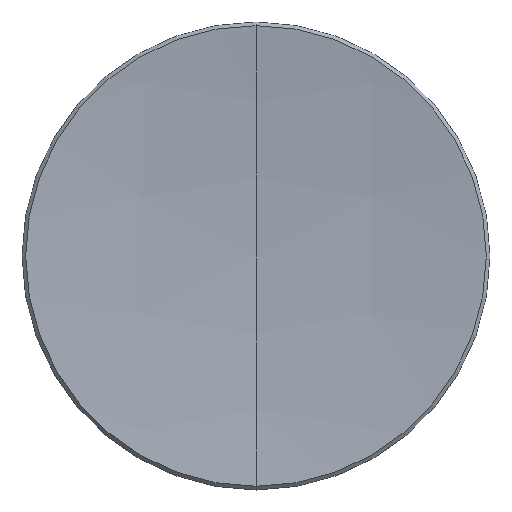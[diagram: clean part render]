
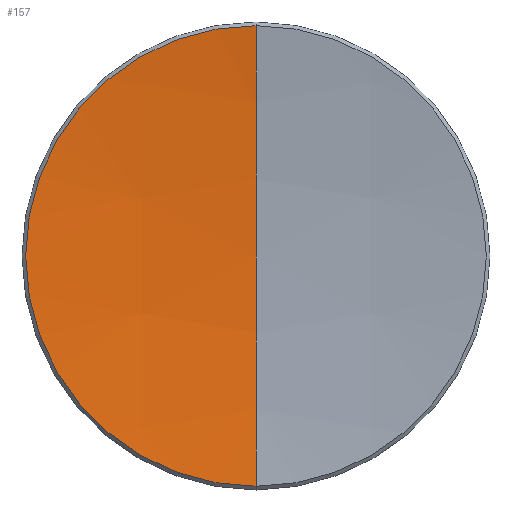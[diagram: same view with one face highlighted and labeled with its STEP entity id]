
A CAD part, top view. The second image highlights one B-rep face of the part: STEP entity #157.
In plain terms, the highlighted spherical face has radius 105.2 mm.
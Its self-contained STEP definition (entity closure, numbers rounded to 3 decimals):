
#13 = CIRCLE ( 'NONE', #81, 105.2 ) ;
#35 = DIRECTION ( 'NONE',  ( 0., 0., 1. ) ) ;
#60 = VERTEX_POINT ( 'NONE', #65 ) ;
#65 = CARTESIAN_POINT ( 'NONE',  ( 0., 12.501, 1.361 ) ) ;
#68 = EDGE_CURVE ( 'NONE', #60, #115, #13, .T. ) ;
#71 = AXIS2_PLACEMENT_3D ( 'NONE', #241, #35, #104 ) ;
#80 = CIRCLE ( 'NONE', #300, 105.2 ) ;
#81 = AXIS2_PLACEMENT_3D ( 'NONE', #230, #208, #92 ) ;
#92 = DIRECTION ( 'NONE',  ( 0., 0., 1. ) ) ;
#99 = DIRECTION ( 'NONE',  ( 1., 0., 0. ) ) ;
#104 = DIRECTION ( 'NONE',  ( 0., -1., 0. ) ) ;
#115 = VERTEX_POINT ( 'NONE', #164 ) ;
#125 = DIRECTION ( 'NONE',  ( 0., 1., 0. ) ) ;
#157 = ADVANCED_FACE ( 'NONE', ( #240 ), #194, .F. ) ;
#159 = VERTEX_POINT ( 'NONE', #195 ) ;
#164 = CARTESIAN_POINT ( 'NONE',  ( 0., 0., 0.615 ) ) ;
#180 = EDGE_CURVE ( 'NONE', #159, #115, #80, .T. ) ;
#187 = CIRCLE ( 'NONE', #71, 12.501 ) ;
#194 = SPHERICAL_SURFACE ( 'NONE', #243, 105.2 ) ;
#195 = CARTESIAN_POINT ( 'NONE',  ( 0., -12.501, 1.361 ) ) ;
#208 = DIRECTION ( 'NONE',  ( -1., 0., 0. ) ) ;
#214 = CARTESIAN_POINT ( 'NONE',  ( 0., 0., 105.815 ) ) ;
#230 = CARTESIAN_POINT ( 'NONE',  ( 0., 0., 105.815 ) ) ;
#236 = EDGE_CURVE ( 'NONE', #60, #159, #187, .T. ) ;
#240 = FACE_OUTER_BOUND ( 'NONE', #245, .T. ) ;
#241 = CARTESIAN_POINT ( 'NONE',  ( 0., 0., 1.361 ) ) ;
#242 = CARTESIAN_POINT ( 'NONE',  ( 0., 0., 105.815 ) ) ;
#243 = AXIS2_PLACEMENT_3D ( 'NONE', #214, #99, #125 ) ;
#245 = EDGE_LOOP ( 'NONE', ( #258, #250, #257 ) ) ;
#247 = DIRECTION ( 'NONE',  ( 0., 1., 0. ) ) ;
#250 = ORIENTED_EDGE ( 'NONE', *, *, #180, .T. ) ;
#257 = ORIENTED_EDGE ( 'NONE', *, *, #68, .F. ) ;
#258 = ORIENTED_EDGE ( 'NONE', *, *, #236, .T. ) ;
#285 = DIRECTION ( 'NONE',  ( 1., 0., 0. ) ) ;
#300 = AXIS2_PLACEMENT_3D ( 'NONE', #242, #285, #247 ) ;
